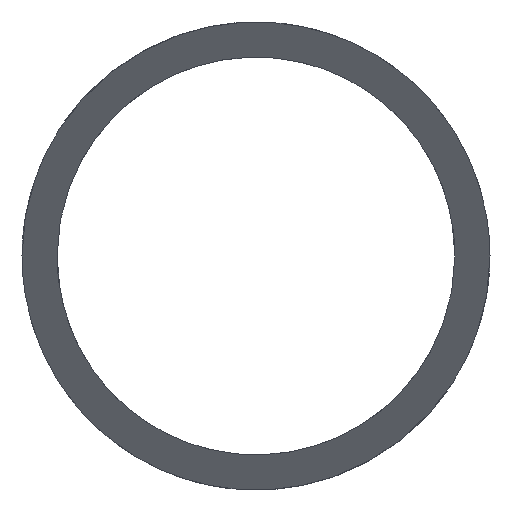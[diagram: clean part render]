
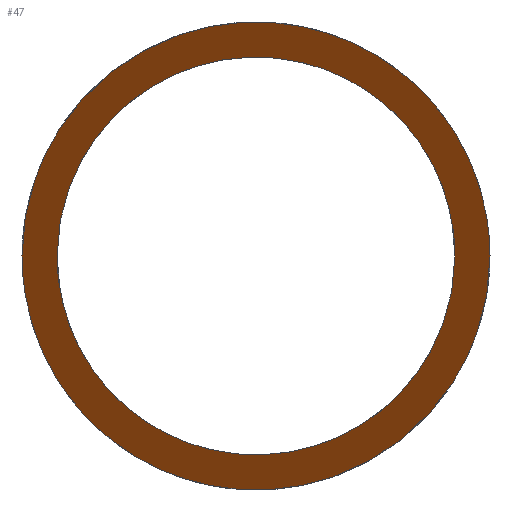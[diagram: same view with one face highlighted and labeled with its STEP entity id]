
A CAD part, front view. The second image highlights one B-rep face of the part: STEP entity #47.
In plain terms, the highlighted planar face has unit normal (-0.424, -0.808, -0.408).
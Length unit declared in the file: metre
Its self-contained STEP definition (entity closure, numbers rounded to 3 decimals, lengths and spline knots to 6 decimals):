
#47=ADVANCED_FACE('0:39',(#97,#98),#99,.T.);
#51=EDGE_CURVE('',#105,#106,#107,.T.);
#57=EDGE_CURVE('0:24',#117,#118,#119,.T.);
#59=EDGE_CURVE('',#118,#117,#121,.T.);
#65=EDGE_CURVE('0:32',#106,#105,#127,.T.);
#97=FACE_OUTER_BOUND('',#149,.T.);
#98=FACE_BOUND('',#150,.T.);
#99=PLANE('',#151);
#105=VERTEX_POINT('',#158);
#106=VERTEX_POINT('',#159);
#107=B_SPLINE_CURVE_WITH_KNOTS('',3,(#160,#161,#162,#163,#164,#165,#166,#167,#168,#169,#170,#171,#172,#173,#174,#175,#176,#177,#178,#179,#180,#181,#182,#183,#184,#185,#186,#187),.UNSPECIFIED.,.F.,.F.,(4,3,3,3,3,3,3,3,3,4),(49.829514,56.047799,64.987859,72.139505,77.889787,82.920891,87.327391,91.720298,96.1903,99.659028),.UNSPECIFIED.);
#117=VERTEX_POINT('',#256);
#118=VERTEX_POINT('',#257);
#119=B_SPLINE_CURVE_WITH_KNOTS('',5,(#258,#259,#260,#261,#262,#263,#264,#265,#266,#267,#268,#269,#270,#271,#272,#273,#274,#275,#276,#277,#278,#279,#280,#281,#282,#283,#284),.UNSPECIFIED.,.F.,.F.,(6,3,3,3,3,3,3,3,6),(-42.355048,-35.889842,-27.745569,-19.830375,-15.697579,-12.011871,-6.878545,-3.388473,0.0),.UNSPECIFIED.);
#121=B_SPLINE_CURVE_WITH_KNOTS('',5,(#287,#288,#289,#290,#291,#292,#293,#294,#295,#296,#297,#298,#299,#300,#301,#302,#303,#304,#305,#306,#307,#308,#309,#310,#311,#312,#313),.UNSPECIFIED.,.F.,.F.,(6,3,3,3,3,3,3,3,6),(0.0,6.465206,14.609479,22.524673,26.657469,30.343178,35.476503,38.966575,42.355048),.UNSPECIFIED.);
#127=B_SPLINE_CURVE_WITH_KNOTS('',3,(#378,#379,#380,#381,#382,#383,#384,#385,#386,#387,#388,#389,#390,#391,#392,#393,#394,#395,#396,#397,#398,#399,#400,#401,#402,#403,#404,#405),.UNSPECIFIED.,.F.,.F.,(4,3,3,3,3,3,3,3,3,4),(0.0,6.218286,15.158346,22.309991,28.060273,33.091377,37.497877,41.890784,46.360786,49.829514),.UNSPECIFIED.);
#149=EDGE_LOOP('',(#441,#442));
#150=EDGE_LOOP('',(#443,#444));
#151=AXIS2_PLACEMENT_3D('',#445,#446,#447);
#158=CARTESIAN_POINT('',(-2.083,-0.184749,0.212));
#159=CARTESIAN_POINT('',(-2.063,-0.195251,0.212));
#160=CARTESIAN_POINT('',(-2.083,-0.184749,0.212));
#161=CARTESIAN_POINT('',(-2.083,-0.185409,0.213309));
#162=CARTESIAN_POINT('',(-2.082744,-0.186174,0.214559));
#163=CARTESIAN_POINT('',(-2.082292,-0.186984,0.215695));
#164=CARTESIAN_POINT('',(-2.081643,-0.188148,0.217327));
#165=CARTESIAN_POINT('',(-2.080593,-0.189406,0.218727));
#166=CARTESIAN_POINT('',(-2.079263,-0.190643,0.219796));
#167=CARTESIAN_POINT('',(-2.0782,-0.191633,0.22065));
#168=CARTESIAN_POINT('',(-2.076953,-0.192612,0.221295));
#169=CARTESIAN_POINT('',(-2.075579,-0.193519,0.221662));
#170=CARTESIAN_POINT('',(-2.074475,-0.194248,0.221957));
#171=CARTESIAN_POINT('',(-2.073287,-0.194929,0.222071));
#172=CARTESIAN_POINT('',(-2.072068,-0.195511,0.221956));
#173=CARTESIAN_POINT('',(-2.071002,-0.196021,0.221857));
#174=CARTESIAN_POINT('',(-2.069912,-0.196454,0.22158));
#175=CARTESIAN_POINT('',(-2.068869,-0.196763,0.221107));
#176=CARTESIAN_POINT('',(-2.067956,-0.197033,0.220693));
#177=CARTESIAN_POINT('',(-2.067081,-0.197207,0.220127));
#178=CARTESIAN_POINT('',(-2.06631,-0.197262,0.219433));
#179=CARTESIAN_POINT('',(-2.065542,-0.197317,0.218741));
#180=CARTESIAN_POINT('',(-2.06488,-0.197252,0.217925));
#181=CARTESIAN_POINT('',(-2.064365,-0.197078,0.217043));
#182=CARTESIAN_POINT('',(-2.063841,-0.196901,0.216146));
#183=CARTESIAN_POINT('',(-2.06347,-0.196611,0.215186));
#184=CARTESIAN_POINT('',(-2.06325,-0.196241,0.214224));
#185=CARTESIAN_POINT('',(-2.06308,-0.195954,0.213478));
#186=CARTESIAN_POINT('',(-2.063,-0.195619,0.21273));
#187=CARTESIAN_POINT('',(-2.063,-0.195251,0.212));
#256=CARTESIAN_POINT('',(-2.0815,-0.185536,0.212));
#257=CARTESIAN_POINT('',(-2.0645,-0.194464,0.212));
#258=CARTESIAN_POINT('',(-2.0815,-0.185536,0.212));
#259=CARTESIAN_POINT('',(-2.0815,-0.185948,0.212816));
#260=CARTESIAN_POINT('',(-2.081402,-0.186401,0.213612));
#261=CARTESIAN_POINT('',(-2.081216,-0.186883,0.214375));
#262=CARTESIAN_POINT('',(-2.080619,-0.188019,0.216005));
#263=CARTESIAN_POINT('',(-2.079662,-0.189227,0.217403));
#264=CARTESIAN_POINT('',(-2.07903,-0.189909,0.218098));
#265=CARTESIAN_POINT('',(-2.077614,-0.191253,0.219288));
#266=CARTESIAN_POINT('',(-2.075901,-0.192547,0.22007));
#267=CARTESIAN_POINT('',(-2.074994,-0.193163,0.220346));
#268=CARTESIAN_POINT('',(-2.073533,-0.194044,0.220573));
#269=CARTESIAN_POINT('',(-2.072002,-0.194794,0.220466));
#270=CARTESIAN_POINT('',(-2.071472,-0.195033,0.220388));
#271=CARTESIAN_POINT('',(-2.070467,-0.195444,0.220156));
#272=CARTESIAN_POINT('',(-2.06948,-0.195763,0.219761));
#273=CARTESIAN_POINT('',(-2.069024,-0.19589,0.219539));
#274=CARTESIAN_POINT('',(-2.067964,-0.196134,0.218918));
#275=CARTESIAN_POINT('',(-2.067013,-0.196221,0.218099));
#276=CARTESIAN_POINT('',(-2.066511,-0.196213,0.217563));
#277=CARTESIAN_POINT('',(-2.065777,-0.196105,0.216583));
#278=CARTESIAN_POINT('',(-2.065238,-0.195849,0.215515));
#279=CARTESIAN_POINT('',(-2.065053,-0.195722,0.215072));
#280=CARTESIAN_POINT('',(-2.064755,-0.195434,0.214189));
#281=CARTESIAN_POINT('',(-2.064582,-0.195075,0.213299));
#282=CARTESIAN_POINT('',(-2.064527,-0.194884,0.212861));
#283=CARTESIAN_POINT('',(-2.0645,-0.194679,0.212428));
#284=CARTESIAN_POINT('',(-2.0645,-0.194464,0.212));
#287=CARTESIAN_POINT('',(-2.0645,-0.194464,0.212));
#288=CARTESIAN_POINT('',(-2.0645,-0.194052,0.211184));
#289=CARTESIAN_POINT('',(-2.064598,-0.193599,0.210388));
#290=CARTESIAN_POINT('',(-2.064784,-0.193117,0.209625));
#291=CARTESIAN_POINT('',(-2.065381,-0.191981,0.207995));
#292=CARTESIAN_POINT('',(-2.066338,-0.190773,0.206597));
#293=CARTESIAN_POINT('',(-2.06697,-0.190091,0.205902));
#294=CARTESIAN_POINT('',(-2.068386,-0.188747,0.204712));
#295=CARTESIAN_POINT('',(-2.070099,-0.187453,0.20393));
#296=CARTESIAN_POINT('',(-2.071006,-0.186837,0.203654));
#297=CARTESIAN_POINT('',(-2.072467,-0.185956,0.203427));
#298=CARTESIAN_POINT('',(-2.073998,-0.185206,0.203534));
#299=CARTESIAN_POINT('',(-2.074528,-0.184967,0.203612));
#300=CARTESIAN_POINT('',(-2.075533,-0.184556,0.203844));
#301=CARTESIAN_POINT('',(-2.07652,-0.184237,0.204239));
#302=CARTESIAN_POINT('',(-2.076976,-0.18411,0.204461));
#303=CARTESIAN_POINT('',(-2.078036,-0.183866,0.205082));
#304=CARTESIAN_POINT('',(-2.078987,-0.183779,0.205901));
#305=CARTESIAN_POINT('',(-2.079489,-0.183787,0.206437));
#306=CARTESIAN_POINT('',(-2.080223,-0.183895,0.207417));
#307=CARTESIAN_POINT('',(-2.080762,-0.184151,0.208485));
#308=CARTESIAN_POINT('',(-2.080947,-0.184278,0.208928));
#309=CARTESIAN_POINT('',(-2.081245,-0.184566,0.209811));
#310=CARTESIAN_POINT('',(-2.081418,-0.184925,0.210701));
#311=CARTESIAN_POINT('',(-2.081473,-0.185116,0.211139));
#312=CARTESIAN_POINT('',(-2.0815,-0.185321,0.211572));
#313=CARTESIAN_POINT('',(-2.0815,-0.185536,0.212));
#378=CARTESIAN_POINT('',(-2.063,-0.195251,0.212));
#379=CARTESIAN_POINT('',(-2.063,-0.194591,0.210691));
#380=CARTESIAN_POINT('',(-2.063256,-0.193826,0.209441));
#381=CARTESIAN_POINT('',(-2.063708,-0.193016,0.208305));
#382=CARTESIAN_POINT('',(-2.064357,-0.191852,0.206673));
#383=CARTESIAN_POINT('',(-2.065407,-0.190594,0.205273));
#384=CARTESIAN_POINT('',(-2.066737,-0.189357,0.204204));
#385=CARTESIAN_POINT('',(-2.0678,-0.188367,0.20335));
#386=CARTESIAN_POINT('',(-2.069047,-0.187388,0.202705));
#387=CARTESIAN_POINT('',(-2.070421,-0.186481,0.202338));
#388=CARTESIAN_POINT('',(-2.071525,-0.185752,0.202043));
#389=CARTESIAN_POINT('',(-2.072713,-0.185071,0.201929));
#390=CARTESIAN_POINT('',(-2.073932,-0.184489,0.202044));
#391=CARTESIAN_POINT('',(-2.074998,-0.183979,0.202143));
#392=CARTESIAN_POINT('',(-2.076088,-0.183546,0.20242));
#393=CARTESIAN_POINT('',(-2.077131,-0.183237,0.202893));
#394=CARTESIAN_POINT('',(-2.078044,-0.182967,0.203307));
#395=CARTESIAN_POINT('',(-2.078919,-0.182793,0.203873));
#396=CARTESIAN_POINT('',(-2.07969,-0.182738,0.204567));
#397=CARTESIAN_POINT('',(-2.080458,-0.182683,0.205259));
#398=CARTESIAN_POINT('',(-2.08112,-0.182748,0.206075));
#399=CARTESIAN_POINT('',(-2.081635,-0.182922,0.206957));
#400=CARTESIAN_POINT('',(-2.082159,-0.183099,0.207854));
#401=CARTESIAN_POINT('',(-2.08253,-0.183389,0.208814));
#402=CARTESIAN_POINT('',(-2.08275,-0.183759,0.209776));
#403=CARTESIAN_POINT('',(-2.08292,-0.184046,0.210522));
#404=CARTESIAN_POINT('',(-2.083,-0.184381,0.21127));
#405=CARTESIAN_POINT('',(-2.083,-0.184749,0.212));
#441=ORIENTED_EDGE('',*,*,#65,.F.);
#442=ORIENTED_EDGE('',*,*,#51,.F.);
#443=ORIENTED_EDGE('',*,*,#57,.T.);
#444=ORIENTED_EDGE('',*,*,#59,.T.);
#445=CARTESIAN_POINT('',(-2.073,-0.19,0.212));
#446=DIRECTION('',(-0.425,-0.808,-0.408));
#447=DIRECTION('',(0.693,0.,-0.721));
